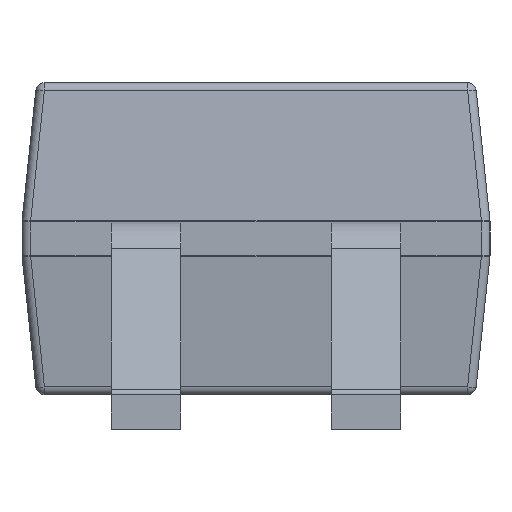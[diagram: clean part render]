
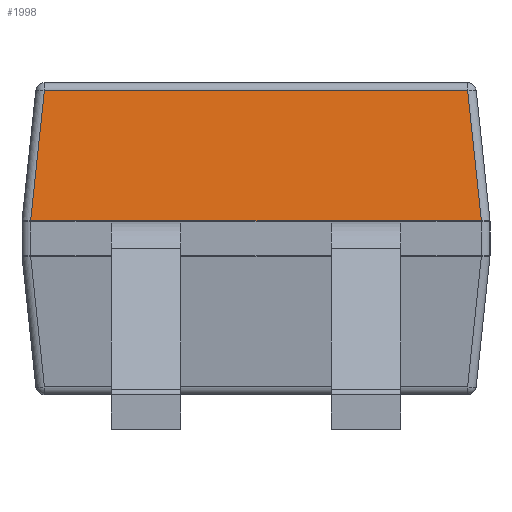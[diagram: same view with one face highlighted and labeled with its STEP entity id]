
A CAD part, left-side view. The second image highlights one B-rep face of the part: STEP entity #1998.
In plain terms, the highlighted planar face has unit normal (-0.995, 0, 0.104).
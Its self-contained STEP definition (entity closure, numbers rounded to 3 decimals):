
#178=FACE_OUTER_BOUND('',#294,.T.);
#294=EDGE_LOOP('',(#1733,#1734,#1735,#1736));
#371=LINE('',#3055,#547);
#442=LINE('',#3331,#618);
#447=LINE('',#3359,#623);
#455=LINE('',#3378,#631);
#547=VECTOR('',#2425,10.);
#618=VECTOR('',#2718,10.);
#623=VECTOR('',#2753,10.);
#631=VECTOR('',#2777,10.);
#829=VERTEX_POINT('',#3052);
#830=VERTEX_POINT('',#3054);
#924=VERTEX_POINT('',#3326);
#930=VERTEX_POINT('',#3352);
#1027=EDGE_CURVE('',#829,#830,#371,.T.);
#1163=EDGE_CURVE('',#830,#924,#442,.T.);
#1177=EDGE_CURVE('',#930,#829,#447,.T.);
#1188=EDGE_CURVE('',#924,#930,#455,.T.);
#1733=ORIENTED_EDGE('',*,*,#1027,.F.);
#1734=ORIENTED_EDGE('',*,*,#1177,.F.);
#1735=ORIENTED_EDGE('',*,*,#1188,.F.);
#1736=ORIENTED_EDGE('',*,*,#1163,.F.);
#1829=PLANE('',#2232);
#1998=ADVANCED_FACE('',(#178),#1829,.T.);
#2232=AXIS2_PLACEMENT_3D('',#3424,#2839,#2840);
#2425=DIRECTION('',(0.,1.,0.));
#2718=DIRECTION('',(0.104,-0.104,0.989));
#2753=DIRECTION('',(-0.104,-0.104,-0.989));
#2777=DIRECTION('',(0.,-1.,0.));
#2839=DIRECTION('center_axis',(-0.995,0.,
0.105));
#2840=DIRECTION('ref_axis',(0.,-1.,0.));
#3052=CARTESIAN_POINT('',(-2.2,-1.3,1.203));
#3054=CARTESIAN_POINT('',(-2.2,1.3,1.203));
#3055=CARTESIAN_POINT('',(-2.2,-1.35,1.203));
#3326=CARTESIAN_POINT('',(-2.121,1.221,1.955));
#3331=CARTESIAN_POINT('',(-2.186,1.286,1.334));
#3352=CARTESIAN_POINT('',(-2.121,-1.221,1.955));
#3359=CARTESIAN_POINT('',(-2.177,-1.277,1.421));
#3378=CARTESIAN_POINT('',(-2.121,-0.675,1.955));
#3424=CARTESIAN_POINT('Origin',(-2.2,-1.35,1.2));
